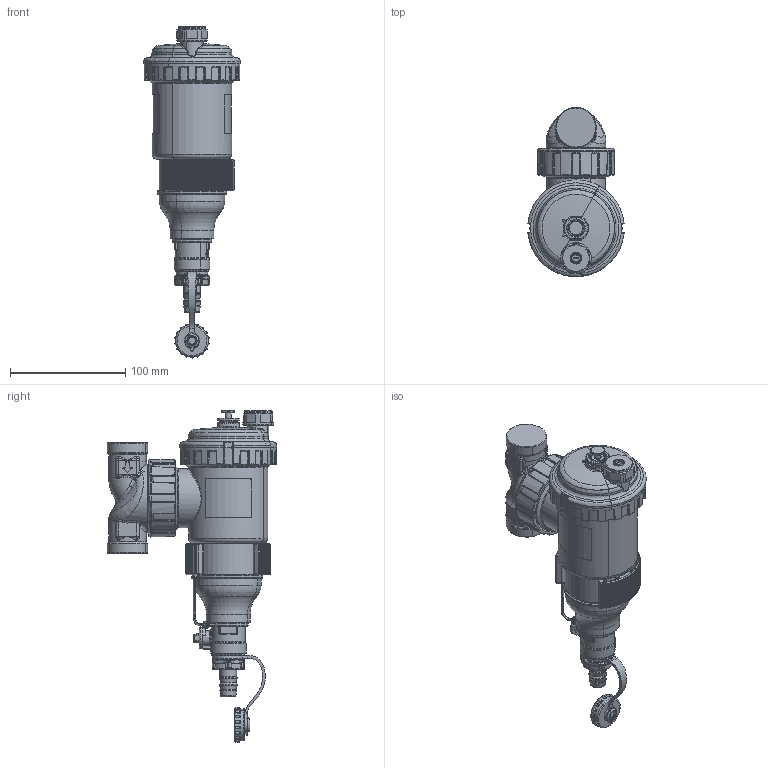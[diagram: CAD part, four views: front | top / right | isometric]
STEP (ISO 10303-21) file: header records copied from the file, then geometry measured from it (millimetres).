
FILE_DESCRIPTION(('CATIA V5 STEP Exchange','CAx-IF Rec.Pracs.--- Model Styling and Organization---1.5--- 2016-08-15','CAx-IF Rec.Pracs.---Supplemental Geometry---1.0---2011-11-01','CAx-IF Rec.Pracs.--- Composite Materials ---3.4---2017-06-13','CAx-IF Rec.Pracs.---Tessellated 3D Geometry---1.0---2015-12-17'),'2;1');
FILE_NAME('STEP_545705_-_TST.stp','2024-03-26T19:38:42+00:00',('none'),('none'),'CATIA Version 5-6 Release 2020 SP5','CATIA V5 STEP AP242 v2','none');
FILE_SCHEMA(('AP242_MANAGED_MODEL_BASED_3D_ENGINEERING_MIM_LF {1 0 10303 442 1 1 4}'));
Products named in the file (1): 545705 - TST
Bounding box: 83.57 x 147 x 288.38 mm (x, y, z)
Volume: 821380.5 mm3; surface area: 99658.9 mm2
Topology: 5 solids, 15 shells, 3943 faces, 9611 edges, 5558 vertices
Faces by surface type: bspline 1137, cylinder 1061, plane 717, torus 628, cone 269, sphere 114, revolution 17
Entity records: 177767 total; most frequent: CARTESIAN_POINT 102351, ORIENTED_EDGE 18884, DIRECTION 9454, EDGE_CURVE 9442, VERTEX_POINT 5558, AXIS2_PLACEMENT_3D 5410, B_SPLINE_CURVE_WITH_KNOTS 4096, EDGE_LOOP 4016
